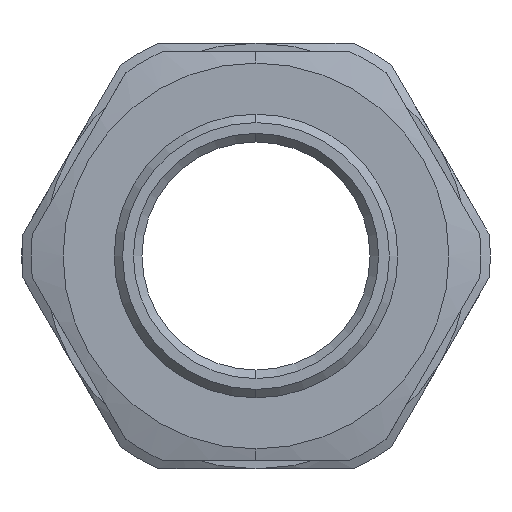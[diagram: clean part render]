
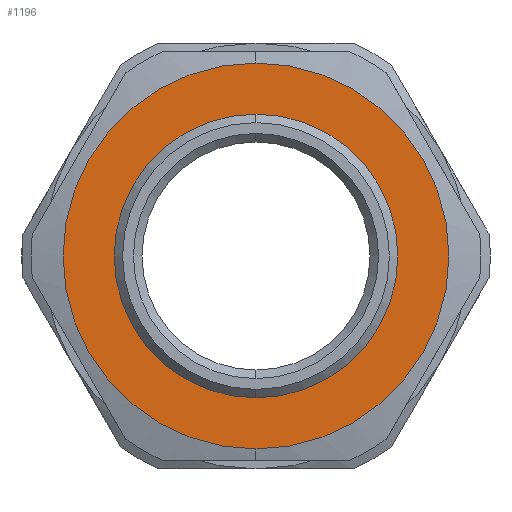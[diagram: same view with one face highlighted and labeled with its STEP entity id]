
A CAD part, left-side view. The second image highlights one B-rep face of the part: STEP entity #1196.
In plain terms, the highlighted planar face has unit normal (-1, 0, 0).
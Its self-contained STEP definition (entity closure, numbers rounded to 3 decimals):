
#9 = CIRCLE ( 'NONE', #3881, 17. ) ;
#99 = DIRECTION ( 'NONE',  ( 0., 0., -1. ) ) ;
#130 = DIRECTION ( 'NONE',  ( 0., 0., -1. ) ) ;
#254 = DIRECTION ( 'NONE',  ( 0., 0., -1. ) ) ;
#405 = CARTESIAN_POINT ( 'NONE',  ( 15.3, 0., 12.5 ) ) ;
#410 = DIRECTION ( 'NONE',  ( 1., 0., 0. ) ) ;
#418 = AXIS2_PLACEMENT_3D ( 'NONE', #831, #780, #130 ) ;
#528 = ORIENTED_EDGE ( 'NONE', *, *, #2693, .F. ) ;
#564 = CIRCLE ( 'NONE', #3538, 12.5 ) ;
#601 = DIRECTION ( 'NONE',  ( 1., 0., 0. ) ) ;
#780 = DIRECTION ( 'NONE',  ( 1., 0., 0. ) ) ;
#786 = FACE_OUTER_BOUND ( 'NONE', #4236, .T. ) ;
#831 = CARTESIAN_POINT ( 'NONE',  ( 15.3, 0., 0. ) ) ;
#931 = EDGE_CURVE ( 'NONE', #1741, #3658, #1954, .T. ) ;
#937 = AXIS2_PLACEMENT_3D ( 'NONE', #1259, #601, #254 ) ;
#1129 = AXIS2_PLACEMENT_3D ( 'NONE', #1468, #410, #99 ) ;
#1140 = ORIENTED_EDGE ( 'NONE', *, *, #931, .F. ) ;
#1196 = ADVANCED_FACE ( 'NONE', ( #786, #4314 ), #1960, .F. ) ;
#1259 = CARTESIAN_POINT ( 'NONE',  ( 15.3, 12.5, 0. ) ) ;
#1450 = VERTEX_POINT ( 'NONE', #405 ) ;
#1468 = CARTESIAN_POINT ( 'NONE',  ( 15.3, 0., 0. ) ) ;
#1673 = CARTESIAN_POINT ( 'NONE',  ( 15.3, 0., 0. ) ) ;
#1741 = VERTEX_POINT ( 'NONE', #2251 ) ;
#1773 = EDGE_CURVE ( 'NONE', #2590, #1450, #564, .T. ) ;
#1829 = CARTESIAN_POINT ( 'NONE',  ( 15.3, 0., -12.5 ) ) ;
#1954 = CIRCLE ( 'NONE', #1129, 17. ) ;
#1960 = PLANE ( 'NONE',  #937 ) ;
#1996 = DIRECTION ( 'NONE',  ( 1., 0., 0. ) ) ;
#2251 = CARTESIAN_POINT ( 'NONE',  ( 15.3, 0., 17. ) ) ;
#2311 = CARTESIAN_POINT ( 'NONE',  ( 15.3, 0., 0. ) ) ;
#2590 = VERTEX_POINT ( 'NONE', #1829 ) ;
#2693 = EDGE_CURVE ( 'NONE', #3658, #1741, #9, .T. ) ;
#2953 = DIRECTION ( 'NONE',  ( 0., 0., -1. ) ) ;
#2994 = CARTESIAN_POINT ( 'NONE',  ( 15.3, 0., -17. ) ) ;
#3039 = ORIENTED_EDGE ( 'NONE', *, *, #3406, .T. ) ;
#3267 = DIRECTION ( 'NONE',  ( 1., 0., 0. ) ) ;
#3280 = EDGE_LOOP ( 'NONE', ( #3413, #3039 ) ) ;
#3381 = DIRECTION ( 'NONE',  ( 0., 0., -1. ) ) ;
#3406 = EDGE_CURVE ( 'NONE', #1450, #2590, #4415, .T. ) ;
#3413 = ORIENTED_EDGE ( 'NONE', *, *, #1773, .T. ) ;
#3538 = AXIS2_PLACEMENT_3D ( 'NONE', #1673, #1996, #3381 ) ;
#3658 = VERTEX_POINT ( 'NONE', #2994 ) ;
#3881 = AXIS2_PLACEMENT_3D ( 'NONE', #2311, #3267, #2953 ) ;
#4236 = EDGE_LOOP ( 'NONE', ( #528, #1140 ) ) ;
#4314 = FACE_BOUND ( 'NONE', #3280, .T. ) ;
#4415 = CIRCLE ( 'NONE', #418, 12.5 ) ;
